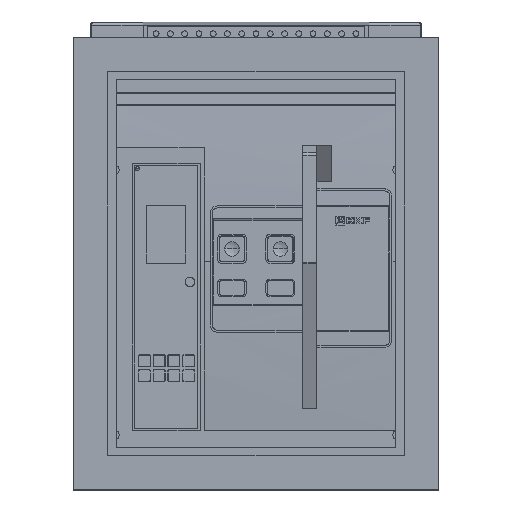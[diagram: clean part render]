
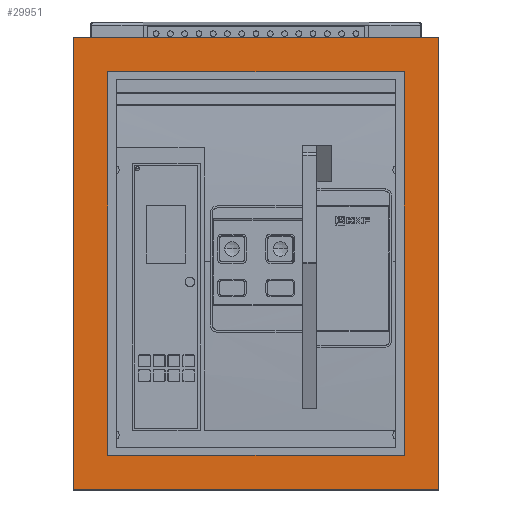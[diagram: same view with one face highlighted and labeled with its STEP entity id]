
A CAD part, top view. The second image highlights one B-rep face of the part: STEP entity #29951.
In plain terms, the highlighted planar face has unit normal (0, 0, 1).
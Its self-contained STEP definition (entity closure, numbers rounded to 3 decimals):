
#407 = CARTESIAN_POINT ( 'NONE',  ( -135.7, -30.9, 31.1 ) ) ;
#1342 = DIRECTION ( 'NONE',  ( 0., 0., 1. ) ) ;
#2531 = LINE ( 'NONE', #7228, #58344 ) ;
#3421 = VECTOR ( 'NONE', #25314, 1000. ) ;
#4730 = ORIENTED_EDGE ( 'NONE', *, *, #47510, .T. ) ;
#5889 = CARTESIAN_POINT ( 'NONE',  ( 110., -5.2, 31.1 ) ) ;
#6363 = FACE_OUTER_BOUND ( 'NONE', #39519, .T. ) ;
#7228 = CARTESIAN_POINT ( 'NONE',  ( -110., 279.8, 31.1 ) ) ;
#7235 = EDGE_CURVE ( 'NONE', #60284, #55394, #33912, .T. ) ;
#8305 = EDGE_CURVE ( 'NONE', #55394, #39443, #34543, .T. ) ;
#10692 = DIRECTION ( 'NONE',  ( 1., 0., 0. ) ) ;
#11945 = VECTOR ( 'NONE', #61553, 1000. ) ;
#12269 = DIRECTION ( 'NONE',  ( 0., 1., 0. ) ) ;
#13142 = CARTESIAN_POINT ( 'NONE',  ( 135.7, 305.5, 31.1 ) ) ;
#13608 = CARTESIAN_POINT ( 'NONE',  ( -135.7, 305.5, 31.1 ) ) ;
#14198 = LINE ( 'NONE', #19933, #3421 ) ;
#16559 = VERTEX_POINT ( 'NONE', #28519 ) ;
#16560 = ORIENTED_EDGE ( 'NONE', *, *, #67515, .F. ) ;
#18601 = VERTEX_POINT ( 'NONE', #23668 ) ;
#18743 = CARTESIAN_POINT ( 'NONE',  ( 135.7, -30.9, 31.1 ) ) ;
#19933 = CARTESIAN_POINT ( 'NONE',  ( -110., -5.2, 31.1 ) ) ;
#22144 = CARTESIAN_POINT ( 'NONE',  ( -110., -5.2, 31.1 ) ) ;
#23661 = VECTOR ( 'NONE', #46306, 1000. ) ;
#23668 = CARTESIAN_POINT ( 'NONE',  ( 110., -5.2, 31.1 ) ) ;
#23898 = EDGE_CURVE ( 'NONE', #62560, #46773, #2531, .T. ) ;
#24741 = LINE ( 'NONE', #13608, #23661 ) ;
#24756 = EDGE_CURVE ( 'NONE', #46773, #30863, #14198, .T. ) ;
#25314 = DIRECTION ( 'NONE',  ( 0., -1., 0. ) ) ;
#25409 = CARTESIAN_POINT ( 'NONE',  ( -135.7, -30.9, 31.1 ) ) ;
#28266 = PLANE ( 'NONE',  #65831 ) ;
#28519 = CARTESIAN_POINT ( 'NONE',  ( -135.7, 305.5, 31.1 ) ) ;
#29854 = CARTESIAN_POINT ( 'NONE',  ( -110., -5.2, 31.1 ) ) ;
#29951 = ADVANCED_FACE ( 'NONE', ( #6363, #49478 ), #28266, .T. ) ;
#30863 = VERTEX_POINT ( 'NONE', #29854 ) ;
#33912 = LINE ( 'NONE', #40012, #54367 ) ;
#34543 = LINE ( 'NONE', #39231, #40702 ) ;
#36007 = ORIENTED_EDGE ( 'NONE', *, *, #23898, .F. ) ;
#38729 = ORIENTED_EDGE ( 'NONE', *, *, #24756, .F. ) ;
#38848 = CARTESIAN_POINT ( 'NONE',  ( 110., 279.8, 31.1 ) ) ;
#39231 = CARTESIAN_POINT ( 'NONE',  ( 135.7, -30.9, 31.1 ) ) ;
#39443 = VERTEX_POINT ( 'NONE', #13142 ) ;
#39519 = EDGE_LOOP ( 'NONE', ( #59236, #46313, #4730, #40583 ) ) ;
#40012 = CARTESIAN_POINT ( 'NONE',  ( -135.7, -30.9, 31.1 ) ) ;
#40583 = ORIENTED_EDGE ( 'NONE', *, *, #43049, .T. ) ;
#40702 = VECTOR ( 'NONE', #12269, 1000. ) ;
#40949 = DIRECTION ( 'NONE',  ( -1., 0., 0. ) ) ;
#41580 = LINE ( 'NONE', #25409, #49724 ) ;
#43049 = EDGE_CURVE ( 'NONE', #16559, #60284, #41580, .T. ) ;
#44661 = LINE ( 'NONE', #5889, #11945 ) ;
#46306 = DIRECTION ( 'NONE',  ( -1., 0., 0. ) ) ;
#46313 = ORIENTED_EDGE ( 'NONE', *, *, #8305, .T. ) ;
#46773 = VERTEX_POINT ( 'NONE', #47178 ) ;
#47178 = CARTESIAN_POINT ( 'NONE',  ( -110., 279.8, 31.1 ) ) ;
#47328 = DIRECTION ( 'NONE',  ( 0., -1., 0. ) ) ;
#47510 = EDGE_CURVE ( 'NONE', #39443, #16559, #24741, .T. ) ;
#48738 = DIRECTION ( 'NONE',  ( 1., 0., 0. ) ) ;
#49478 = FACE_BOUND ( 'NONE', #66407, .T. ) ;
#49724 = VECTOR ( 'NONE', #47328, 1000. ) ;
#53623 = VECTOR ( 'NONE', #48738, 1000. ) ;
#54367 = VECTOR ( 'NONE', #62291, 1000. ) ;
#54840 = LINE ( 'NONE', #22144, #53623 ) ;
#55394 = VERTEX_POINT ( 'NONE', #18743 ) ;
#55924 = CARTESIAN_POINT ( 'NONE',  ( 0., 0., 31.1 ) ) ;
#58344 = VECTOR ( 'NONE', #40949, 1000. ) ;
#59236 = ORIENTED_EDGE ( 'NONE', *, *, #7235, .T. ) ;
#59744 = EDGE_CURVE ( 'NONE', #18601, #62560, #44661, .T. ) ;
#60284 = VERTEX_POINT ( 'NONE', #407 ) ;
#61553 = DIRECTION ( 'NONE',  ( 0., 1., 0. ) ) ;
#62291 = DIRECTION ( 'NONE',  ( 1., 0., 0. ) ) ;
#62560 = VERTEX_POINT ( 'NONE', #38848 ) ;
#65831 = AXIS2_PLACEMENT_3D ( 'NONE', #55924, #1342, #10692 ) ;
#66407 = EDGE_LOOP ( 'NONE', ( #36007, #67012, #16560, #38729 ) ) ;
#67012 = ORIENTED_EDGE ( 'NONE', *, *, #59744, .F. ) ;
#67515 = EDGE_CURVE ( 'NONE', #30863, #18601, #54840, .T. ) ;
